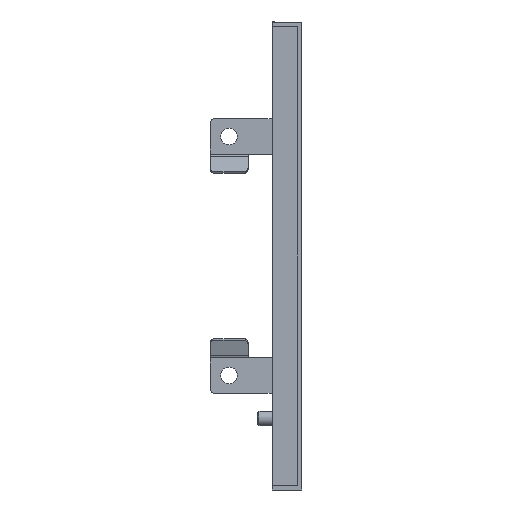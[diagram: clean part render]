
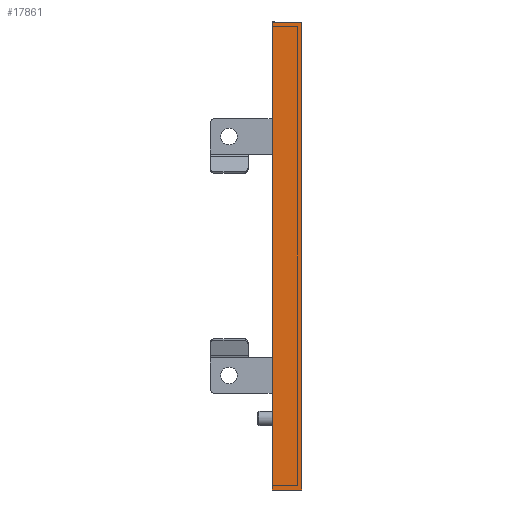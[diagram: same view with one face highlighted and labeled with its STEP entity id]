
A CAD part, front view. The second image highlights one B-rep face of the part: STEP entity #17861.
In plain terms, the highlighted planar face has unit normal (0, -1, 0).
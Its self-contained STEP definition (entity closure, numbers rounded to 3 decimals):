
#489 = CARTESIAN_POINT ( 'NONE',  ( 0., -297.5, 0. ) ) ;
#639 = EDGE_CURVE ( 'NONE', #9669, #10634, #14665, .T. ) ;
#1327 = CARTESIAN_POINT ( 'NONE',  ( 0., -297.5, -98. ) ) ;
#1348 = CARTESIAN_POINT ( 'NONE',  ( -2., -297.5, 0. ) ) ;
#1727 = LINE ( 'NONE', #8034, #14962 ) ;
#2400 = ORIENTED_EDGE ( 'NONE', *, *, #8634, .T. ) ;
#2927 = DIRECTION ( 'NONE',  ( -1., 0., 0. ) ) ;
#3260 = VECTOR ( 'NONE', #11540, 1000. ) ;
#4725 = DIRECTION ( 'NONE',  ( -1., 0., 0. ) ) ;
#4747 = VERTEX_POINT ( 'NONE', #19106 ) ;
#4949 = CARTESIAN_POINT ( 'NONE',  ( 0., -297.5, 98. ) ) ;
#5446 = ORIENTED_EDGE ( 'NONE', *, *, #639, .T. ) ;
#5789 = FACE_OUTER_BOUND ( 'NONE', #10416, .T. ) ;
#5896 = DIRECTION ( 'NONE',  ( 0., 1., 0. ) ) ;
#6280 = CARTESIAN_POINT ( 'NONE',  ( 2.928, -297.5, 98. ) ) ;
#6459 = VECTOR ( 'NONE', #2927, 1000. ) ;
#7795 = ORIENTED_EDGE ( 'NONE', *, *, #17230, .T. ) ;
#7828 = LINE ( 'NONE', #6280, #20405 ) ;
#8034 = CARTESIAN_POINT ( 'NONE',  ( -12.5, -297.5, 0. ) ) ;
#8634 = EDGE_CURVE ( 'NONE', #4747, #12688, #1727, .T. ) ;
#9207 = PLANE ( 'NONE',  #13685 ) ;
#9669 = VERTEX_POINT ( 'NONE', #1327 ) ;
#10085 = ORIENTED_EDGE ( 'NONE', *, *, #19149, .F. ) ;
#10416 = EDGE_LOOP ( 'NONE', ( #10085, #5446, #7795, #2400 ) ) ;
#10634 = VERTEX_POINT ( 'NONE', #4949 ) ;
#10889 = CARTESIAN_POINT ( 'NONE',  ( 2.928, -297.5, -98. ) ) ;
#11540 = DIRECTION ( 'NONE',  ( 0., 0., 1. ) ) ;
#12688 = VERTEX_POINT ( 'NONE', #17767 ) ;
#13067 = DIRECTION ( 'NONE',  ( 0., 0., -1. ) ) ;
#13685 = AXIS2_PLACEMENT_3D ( 'NONE', #1348, #5896, #15314 ) ;
#14665 = LINE ( 'NONE', #489, #3260 ) ;
#14962 = VECTOR ( 'NONE', #13067, 1000. ) ;
#15314 = DIRECTION ( 'NONE',  ( 0., 0., -1. ) ) ;
#17230 = EDGE_CURVE ( 'NONE', #10634, #4747, #7828, .T. ) ;
#17767 = CARTESIAN_POINT ( 'NONE',  ( -12.5, -297.5, -98. ) ) ;
#17861 = ADVANCED_FACE ( 'NONE', ( #5789 ), #9207, .F. ) ;
#19106 = CARTESIAN_POINT ( 'NONE',  ( -12.5, -297.5, 98. ) ) ;
#19149 = EDGE_CURVE ( 'NONE', #9669, #12688, #20304, .T. ) ;
#20304 = LINE ( 'NONE', #10889, #6459 ) ;
#20405 = VECTOR ( 'NONE', #4725, 1000. ) ;
